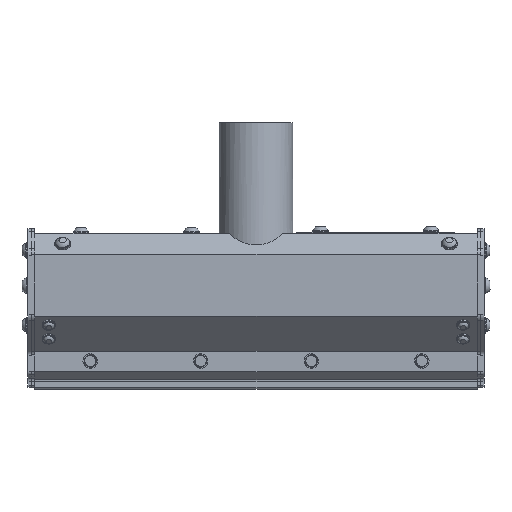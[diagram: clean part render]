
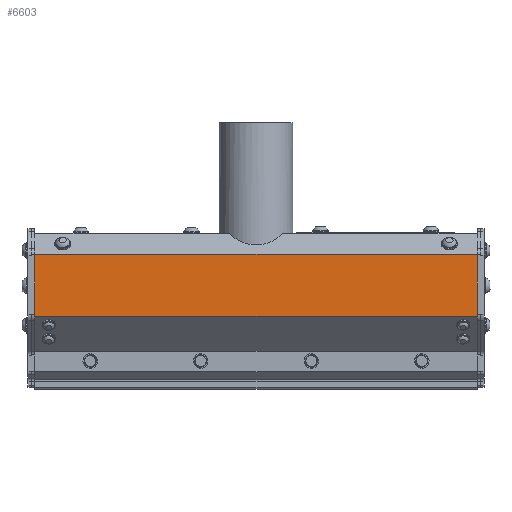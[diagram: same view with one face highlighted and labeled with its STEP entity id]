
A CAD part, top view. The second image highlights one B-rep face of the part: STEP entity #6603.
In plain terms, the highlighted planar face has unit normal (0, 0, 1).
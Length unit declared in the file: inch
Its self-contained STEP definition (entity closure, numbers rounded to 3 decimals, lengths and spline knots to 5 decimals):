
#653=LINE('',#23289,#1007);
#692=LINE('',#23402,#1046);
#693=LINE('',#23403,#1047);
#694=LINE('',#23404,#1048);
#1007=VECTOR('',#9165,0.3937);
#1046=VECTOR('',#9280,0.3937);
#1047=VECTOR('',#9281,0.3937);
#1048=VECTOR('',#9282,0.3937);
#1271=PLANE('',#7401);
#2233=FACE_OUTER_BOUND('',#2841,.T.);
#2841=EDGE_LOOP('',(#5774,#5775,#5776,#5777));
#3478=VERTEX_POINT('',#23287);
#3479=VERTEX_POINT('',#23288);
#3514=VERTEX_POINT('',#23400);
#3515=VERTEX_POINT('',#23401);
#4295=EDGE_CURVE('',#3478,#3479,#653,.T.);
#4350=EDGE_CURVE('',#3514,#3515,#692,.T.);
#4351=EDGE_CURVE('',#3479,#3515,#693,.T.);
#4352=EDGE_CURVE('',#3514,#3478,#694,.T.);
#5774=ORIENTED_EDGE('',*,*,#4350,.T.);
#5775=ORIENTED_EDGE('',*,*,#4351,.F.);
#5776=ORIENTED_EDGE('',*,*,#4295,.F.);
#5777=ORIENTED_EDGE('',*,*,#4352,.F.);
#6603=ADVANCED_FACE('',(#2233),#1271,.T.);
#7401=AXIS2_PLACEMENT_3D('',#23399,#9278,#9279);
#9165=DIRECTION('',(-1.,0.,0.));
#9278=DIRECTION('center_axis',(0.,0.,
1.));
#9279=DIRECTION('ref_axis',(0.,1.,0.));
#9280=DIRECTION('',(-1.,0.,0.));
#9281=DIRECTION('',(0.,1.,0.));
#9282=DIRECTION('',(0.,-1.,0.));
#23287=CARTESIAN_POINT('',(5.778,-1.64087,1.25029));
#23288=CARTESIAN_POINT('',(-6.222,-1.64087,1.25029));
#23289=CARTESIAN_POINT('',(-0.222,-1.64087,1.25029));
#23399=CARTESIAN_POINT('Origin',(-0.222,-1.64087,1.25029));
#23400=CARTESIAN_POINT('',(5.778,0.04709,1.25029));
#23401=CARTESIAN_POINT('',(-6.222,0.04709,1.25029));
#23402=CARTESIAN_POINT('',(-0.222,0.04709,1.25029));
#23403=CARTESIAN_POINT('',(-6.222,-1.64087,1.25029));
#23404=CARTESIAN_POINT('',(5.778,-1.64087,1.25029));
